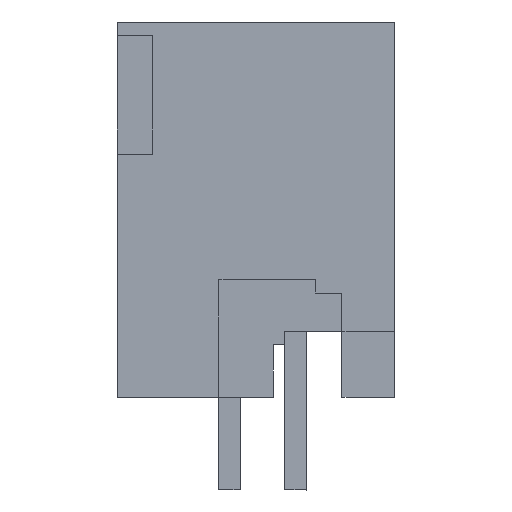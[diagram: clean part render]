
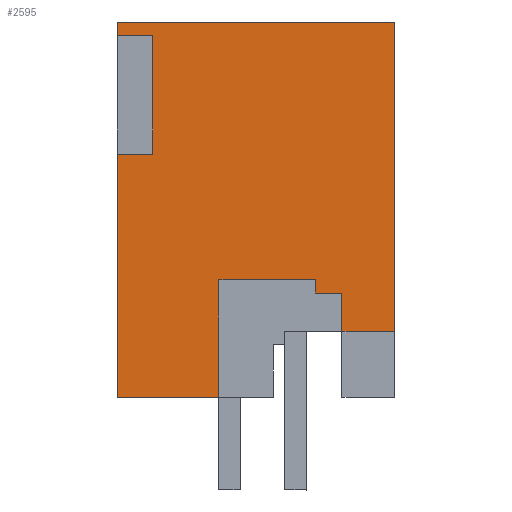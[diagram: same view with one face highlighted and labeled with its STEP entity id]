
A CAD part, left-side view. The second image highlights one B-rep face of the part: STEP entity #2595.
In plain terms, the highlighted planar face has unit normal (-1, 0, 0).
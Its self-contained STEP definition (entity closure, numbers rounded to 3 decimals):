
#2523=AXIS2_PLACEMENT_3D('Plane Axis2P3D',#2520,#2521,#2522) ;
#600=CARTESIAN_POINT('Vertex',(0.,6.65,3.5)) ;
#603=CARTESIAN_POINT('Line Origine',(0.,8.575,3.5)) ;
#607=CARTESIAN_POINT('Vertex',(0.,10.5,3.5)) ;
#1328=CARTESIAN_POINT('Vertex',(0.,2.,6.)) ;
#1331=CARTESIAN_POINT('Line Origine',(0.,2.,6.725)) ;
#1335=CARTESIAN_POINT('Vertex',(0.,2.,7.45)) ;
#1367=CARTESIAN_POINT('Line Origine',(0.,2.5,7.45)) ;
#1371=CARTESIAN_POINT('Vertex',(0.,3.,7.45)) ;
#1389=CARTESIAN_POINT('Line Origine',(0.,3.,7.7)) ;
#1393=CARTESIAN_POINT('Vertex',(0.,3.,7.95)) ;
#1418=CARTESIAN_POINT('Line Origine',(0.,4.825,7.95)) ;
#1422=CARTESIAN_POINT('Vertex',(0.,6.65,7.95)) ;
#1447=CARTESIAN_POINT('Line Origine',(0.,6.65,5.725)) ;
#2520=CARTESIAN_POINT('Axis2P3D Location',(0.,10.5,0.)) ;
#2525=CARTESIAN_POINT('Line Origine',(0.,10.5,8.1)) ;
#2529=CARTESIAN_POINT('Vertex',(0.,10.5,12.7)) ;
#2532=CARTESIAN_POINT('Line Origine',(0.,1.,6.)) ;
#2536=CARTESIAN_POINT('Vertex',(0.,0.,6.)) ;
#2539=CARTESIAN_POINT('Line Origine',(0.,0.,11.85)) ;
#2543=CARTESIAN_POINT('Vertex',(0.,0.,17.7)) ;
#2546=CARTESIAN_POINT('Line Origine',(0.,5.25,17.7)) ;
#2550=CARTESIAN_POINT('Vertex',(0.,10.5,17.7)) ;
#2553=CARTESIAN_POINT('Line Origine',(0.,10.5,17.45)) ;
#2557=CARTESIAN_POINT('Vertex',(0.,10.5,17.2)) ;
#2560=CARTESIAN_POINT('Line Origine',(0.,9.825,17.2)) ;
#2564=CARTESIAN_POINT('Vertex',(0.,9.15,17.2)) ;
#2567=CARTESIAN_POINT('Line Origine',(0.,9.15,14.95)) ;
#2571=CARTESIAN_POINT('Vertex',(0.,9.15,12.7)) ;
#2574=CARTESIAN_POINT('Line Origine',(0.,9.825,12.7)) ;
#604=DIRECTION('Vector Direction',(0.,1.,0.)) ;
#1332=DIRECTION('Vector Direction',(0.,0.,-1.)) ;
#1368=DIRECTION('Vector Direction',(0.,1.,0.)) ;
#1390=DIRECTION('Vector Direction',(0.,0.,1.)) ;
#1419=DIRECTION('Vector Direction',(0.,1.,0.)) ;
#1448=DIRECTION('Vector Direction',(0.,0.,1.)) ;
#2521=DIRECTION('Axis2P3D Direction',(-1.,0.,0.)) ;
#2522=DIRECTION('Axis2P3D XDirection',(0.,0.,1.)) ;
#2526=DIRECTION('Vector Direction',(0.,0.,1.)) ;
#2533=DIRECTION('Vector Direction',(0.,1.,0.)) ;
#2540=DIRECTION('Vector Direction',(0.,0.,1.)) ;
#2547=DIRECTION('Vector Direction',(0.,1.,0.)) ;
#2554=DIRECTION('Vector Direction',(0.,0.,1.)) ;
#2561=DIRECTION('Vector Direction',(0.,-1.,0.)) ;
#2568=DIRECTION('Vector Direction',(0.,0.,-1.)) ;
#2575=DIRECTION('Vector Direction',(0.,-1.,0.)) ;
#605=VECTOR('Line Direction',#604,1.) ;
#1333=VECTOR('Line Direction',#1332,1.) ;
#1369=VECTOR('Line Direction',#1368,1.) ;
#1391=VECTOR('Line Direction',#1390,1.) ;
#1420=VECTOR('Line Direction',#1419,1.) ;
#1449=VECTOR('Line Direction',#1448,1.) ;
#2527=VECTOR('Line Direction',#2526,1.) ;
#2534=VECTOR('Line Direction',#2533,1.) ;
#2541=VECTOR('Line Direction',#2540,1.) ;
#2548=VECTOR('Line Direction',#2547,1.) ;
#2555=VECTOR('Line Direction',#2554,1.) ;
#2562=VECTOR('Line Direction',#2561,1.) ;
#2569=VECTOR('Line Direction',#2568,1.) ;
#2576=VECTOR('Line Direction',#2575,1.) ;
#2580=ORIENTED_EDGE('',*,*,#2531,.T.) ;
#2581=ORIENTED_EDGE('',*,*,#609,.T.) ;
#2582=ORIENTED_EDGE('',*,*,#1451,.T.) ;
#2583=ORIENTED_EDGE('',*,*,#1424,.T.) ;
#2584=ORIENTED_EDGE('',*,*,#1395,.T.) ;
#2585=ORIENTED_EDGE('',*,*,#1373,.T.) ;
#2586=ORIENTED_EDGE('',*,*,#1337,.T.) ;
#2587=ORIENTED_EDGE('',*,*,#2538,.T.) ;
#2588=ORIENTED_EDGE('',*,*,#2545,.T.) ;
#2589=ORIENTED_EDGE('',*,*,#2552,.T.) ;
#2590=ORIENTED_EDGE('',*,*,#2559,.T.) ;
#2591=ORIENTED_EDGE('',*,*,#2566,.F.) ;
#2592=ORIENTED_EDGE('',*,*,#2573,.F.) ;
#2593=ORIENTED_EDGE('',*,*,#2578,.F.) ;
#2595=ADVANCED_FACE('HOUSING',(#2594),#2524,.T.) ;
#609=EDGE_CURVE('',#608,#601,#606,.F.) ;
#1337=EDGE_CURVE('',#1336,#1329,#1334,.T.) ;
#1373=EDGE_CURVE('',#1372,#1336,#1370,.F.) ;
#1395=EDGE_CURVE('',#1394,#1372,#1392,.F.) ;
#1424=EDGE_CURVE('',#1423,#1394,#1421,.F.) ;
#1451=EDGE_CURVE('',#601,#1423,#1450,.T.) ;
#2531=EDGE_CURVE('',#2530,#608,#2528,.F.) ;
#2538=EDGE_CURVE('',#1329,#2537,#2535,.F.) ;
#2545=EDGE_CURVE('',#2537,#2544,#2542,.T.) ;
#2552=EDGE_CURVE('',#2544,#2551,#2549,.T.) ;
#2559=EDGE_CURVE('',#2551,#2558,#2556,.F.) ;
#2566=EDGE_CURVE('',#2565,#2558,#2563,.F.) ;
#2573=EDGE_CURVE('',#2572,#2565,#2570,.F.) ;
#2578=EDGE_CURVE('',#2530,#2572,#2577,.T.) ;
#2579=EDGE_LOOP('',(#2580,#2581,#2582,#2583,#2584,#2585,#2586,#2587,#2588,#2589,#2590,#2591,#2592,#2593)) ;
#2594=FACE_OUTER_BOUND('',#2579,.T.) ;
#606=LINE('Line',#603,#605) ;
#1334=LINE('Line',#1331,#1333) ;
#1370=LINE('Line',#1367,#1369) ;
#1392=LINE('Line',#1389,#1391) ;
#1421=LINE('Line',#1418,#1420) ;
#1450=LINE('Line',#1447,#1449) ;
#2528=LINE('Line',#2525,#2527) ;
#2535=LINE('Line',#2532,#2534) ;
#2542=LINE('Line',#2539,#2541) ;
#2549=LINE('Line',#2546,#2548) ;
#2556=LINE('Line',#2553,#2555) ;
#2563=LINE('Line',#2560,#2562) ;
#2570=LINE('Line',#2567,#2569) ;
#2577=LINE('Line',#2574,#2576) ;
#2524=PLANE('',#2523) ;
#601=VERTEX_POINT('',#600) ;
#608=VERTEX_POINT('',#607) ;
#1329=VERTEX_POINT('',#1328) ;
#1336=VERTEX_POINT('',#1335) ;
#1372=VERTEX_POINT('',#1371) ;
#1394=VERTEX_POINT('',#1393) ;
#1423=VERTEX_POINT('',#1422) ;
#2530=VERTEX_POINT('',#2529) ;
#2537=VERTEX_POINT('',#2536) ;
#2544=VERTEX_POINT('',#2543) ;
#2551=VERTEX_POINT('',#2550) ;
#2558=VERTEX_POINT('',#2557) ;
#2565=VERTEX_POINT('',#2564) ;
#2572=VERTEX_POINT('',#2571) ;
